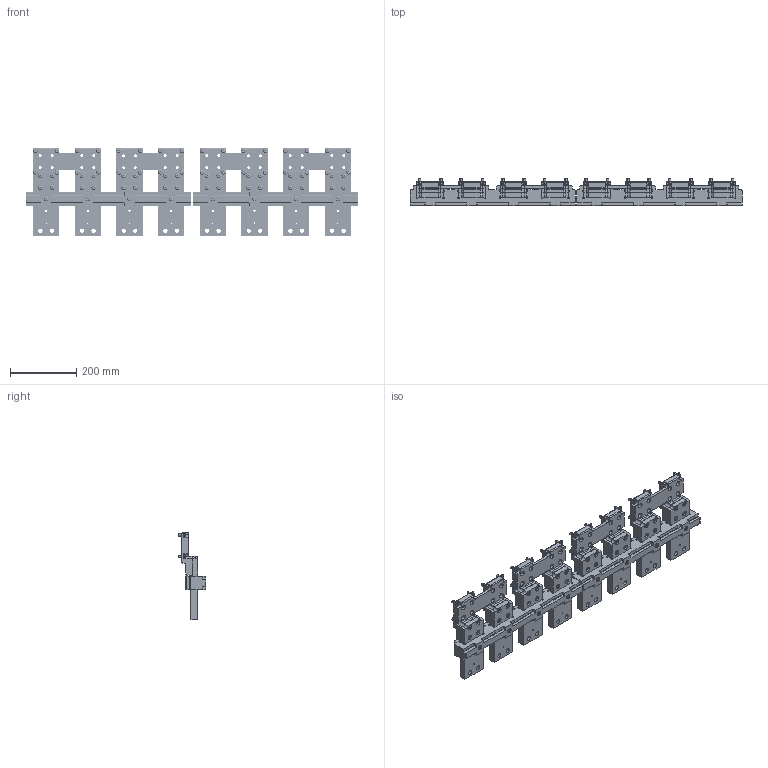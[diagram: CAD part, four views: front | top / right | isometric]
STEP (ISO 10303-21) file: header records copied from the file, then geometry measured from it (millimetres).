
FILE_DESCRIPTION(('CATIA V5 STEP Exchange'),'2;1');
FILE_NAME('1SDH001252R0341_1PA_001_02_E6.2_IV_FS_W_TERMINALS_F_LOWER.stp','2015-05-08T15:14:32+00:00',('none'),('none'),'CATIA Version 5 Release 20 SP 6 (IN-10)','CATIA V5 STEP AP214','none');
FILE_SCHEMA(('AUTOMOTIVE_DESIGN { 1 0 10303 214 1 1 1 1 }'));
Products named in the file (1): 1SDH001252R0341_1PA_001_02_E6.2_IV_FS_W_TERMINALS_F_LOWER
Bounding box: 1004 x 83.4 x 264 mm (x, y, z)
Volume: 5468139 mm3; surface area: 1008843.4 mm2
Topology: 158 solids, 158 shells, 3696 faces, 9500 edges, 6128 vertices
Faces by surface type: plane 1740, cylinder 1460, sphere 352, cone 144
Entity records: 125719 total; most frequent: CARTESIAN_POINT 40177, ORIENTED_EDGE 18584, DIRECTION 14129, EDGE_CURVE 9292, AXIS2_PLACEMENT_3D 6138, VERTEX_POINT 6128, VECTOR 4564, LINE 4564
